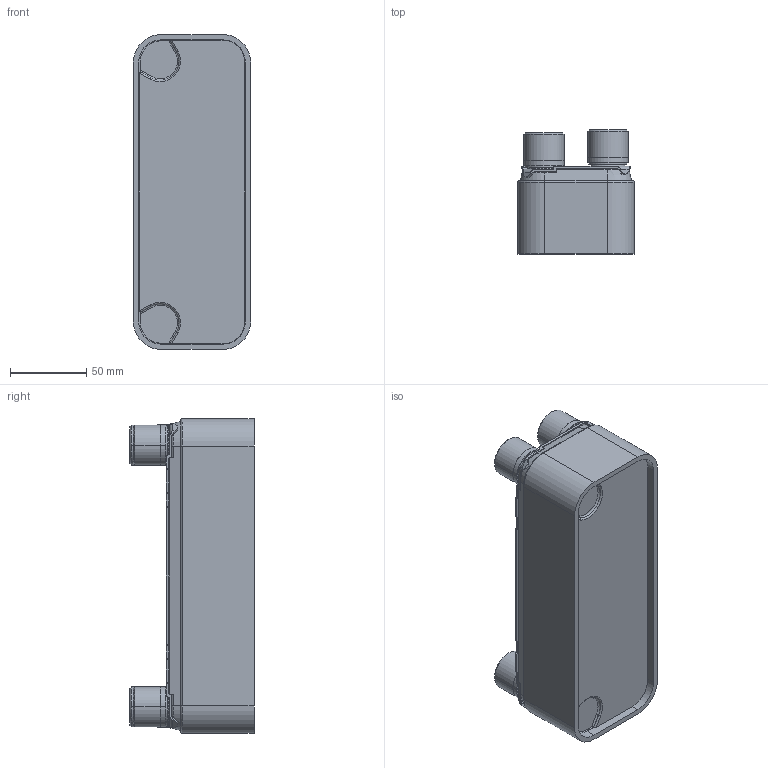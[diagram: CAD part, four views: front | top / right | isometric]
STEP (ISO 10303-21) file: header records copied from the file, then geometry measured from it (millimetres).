
FILE_DESCRIPTION((''),'2;1');
FILE_NAME('ALFANOVA14_20H_3287050662_ASM','2017-07-01T',('CNSHIPU'),(''),'CREO PARAMETRIC BY PTC INC, 2016260','CREO PARAMETRIC BY PTC INC, 2016260','');
FILE_SCHEMA(('CONFIG_CONTROL_DESIGN'));
Length unit declared in the file: millimetre
Products named in the file (5): AN14_20_CH_BLOCK; CB14_FP_S1S2S3S4_18; CB14_PP; A21_ISO_228-1_; ALFANOVA14_20H_3287050662_ASM
Assembly tree (7 placements, depth 2):
  ALFANOVA14_20H_3287050662_ASM
    AN14_20_CH_BLOCK
    CB14_FP_S1S2S3S4_18
    CB14_PP
    A21_ISO_228-1_  x4
Bounding box: 77 x 81.6 x 207 mm (x, y, z)
Volume: 795705.5 mm3; surface area: 150954.9 mm2
Topology: 7 solids, 11 shells, 390 faces, 976 edges, 622 vertices
Faces by surface type: cylinder 161, plane 150, torus 43, cone 36
Entity records: 9737 total; most frequent: CARTESIAN_POINT 2128, DIRECTION 1579, ORIENTED_EDGE 1564, EDGE_CURVE 784, AXIS2_PLACEMENT_3D 552, VERTEX_POINT 502, VECTOR 475, LINE 475
